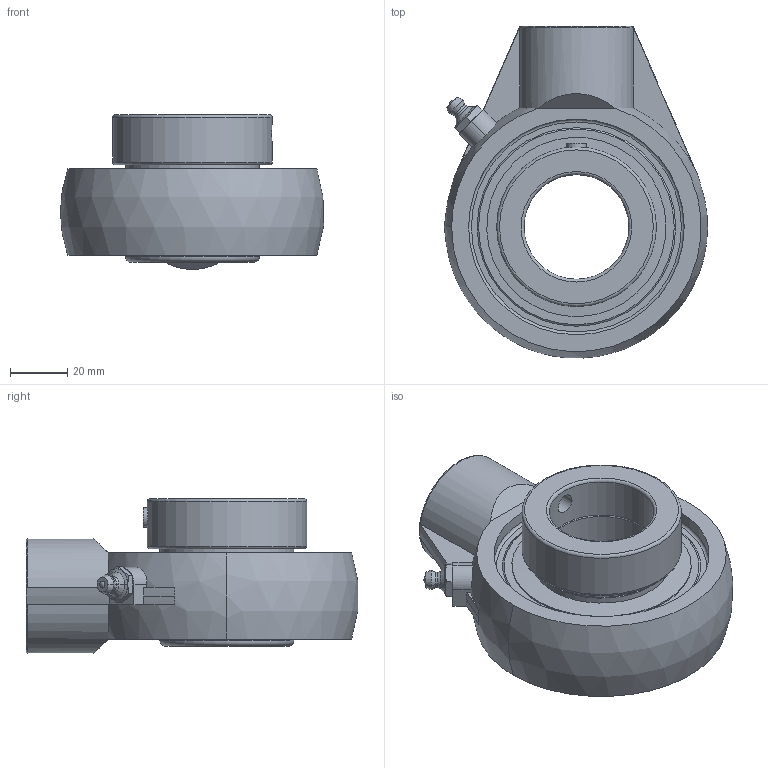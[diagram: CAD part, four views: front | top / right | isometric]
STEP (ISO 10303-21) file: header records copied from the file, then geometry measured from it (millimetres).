
FILE_DESCRIPTION(('HOOPS Exchange Step'),'2;1');
FILE_NAME('export-8B256C53-6296-4787-9C24-A4F1FEA4C85C.stp','2019-12-13T13:24:53-08:00',('ibuslach'),('Alibre'),'HOOPS Exchange 2019.2','Alibre','Unknown authorisation');
FILE_SCHEMA( ('AP242_MANAGED_MODEL_BASED_3D_ENGINEERING_MIM_LF {1 0 10303 442 1 1 4 }') );
Length unit declared in the file: centimetre
Products named in the file (8): MRN SHA 207; ZERK 6mm; SNC 207-23 RACES; SNC 207 SHIELD; SNC 207 SS; SNC 207-23 COLLAR; MRN SNC 207-23; MRN SNCHA 207-23
Assembly tree (8 placements, depth 3):
  MRN SNCHA 207-23
    MRN SHA 207
    ZERK 6mm
    MRN SNC 207-23
      SNC 207-23 RACES
      SNC 207 SHIELD  x2
      SNC 207 SS
      SNC 207-23 COLLAR
Bounding box: 91.71 x 115.66 x 53.88 mm (x, y, z)
Volume: 165046.3 mm3; surface area: 63357.3 mm2
Topology: 8 solids, 8 shells, 169 faces, 443 edges, 289 vertices
Faces by surface type: plane 58, cylinder 43, cone 35, torus 19, sphere 10, bspline 4
Full cylindrical faces by diameter (mm): 2.508 x2, 6 x2, 6.782 x3, 19.05 x1, 36.513 x2, 44.196 x2, 46.672 x2, 46.736 x2, 47.752 x2, 55.601 x1, 59.006 x2, 62.484 x2, 75.166 x2
Entity records: 8179 total; most frequent: CARTESIAN_POINT 3911, DIRECTION 937, ORIENTED_EDGE 832, EDGE_CURVE 416, AXIS2_PLACEMENT_3D 409, VERTEX_POINT 275, CIRCLE 219, EDGE_LOOP 187
